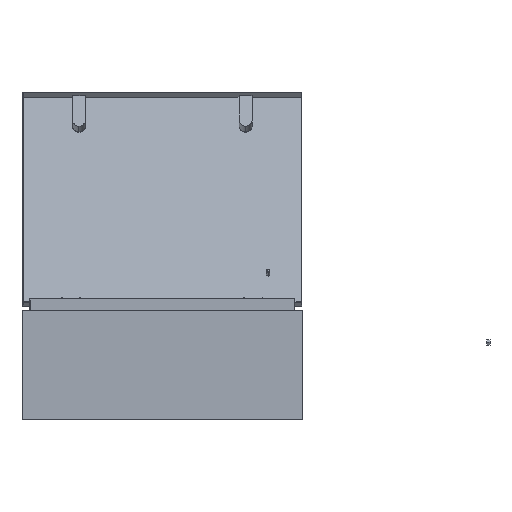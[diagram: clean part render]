
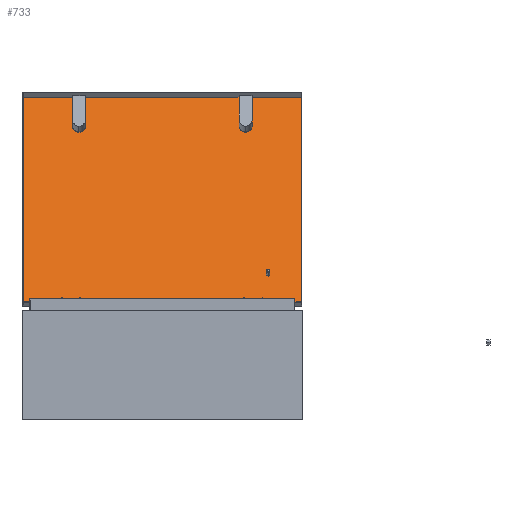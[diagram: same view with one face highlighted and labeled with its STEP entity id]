
A CAD part, left-side view. The second image highlights one B-rep face of the part: STEP entity #733.
In plain terms, the highlighted face is planar.
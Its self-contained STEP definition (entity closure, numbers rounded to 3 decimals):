
#26 = CARTESIAN_POINT ( 'NONE',  ( 135.5, -188.5, -1. ) ) ;
#29 = CIRCLE ( 'NONE', #6959, 11.5 ) ;
#39 = CARTESIAN_POINT ( 'NONE',  ( -143.5, 148.5, -1. ) ) ;
#100 = VECTOR ( 'NONE', #5699, 1000. ) ;
#136 = ORIENTED_EDGE ( 'NONE', *, *, #2380, .F. ) ;
#171 = EDGE_LOOP ( 'NONE', ( #6415, #1305 ) ) ;
#229 = EDGE_CURVE ( 'NONE', #5958, #4847, #29, .T. ) ;
#244 = DIRECTION ( 'NONE',  ( 0., 0., 1. ) ) ;
#324 = VERTEX_POINT ( 'NONE', #3745 ) ;
#340 = VERTEX_POINT ( 'NONE', #2639 ) ;
#359 = CARTESIAN_POINT ( 'NONE',  ( -197.5, -247.5, -1. ) ) ;
#394 = DIRECTION ( 'NONE',  ( 0., 0., 1. ) ) ;
#488 = VERTEX_POINT ( 'NONE', #26 ) ;
#563 = EDGE_LOOP ( 'NONE', ( #5695, #5033, #5925, #136 ) ) ;
#649 = VECTOR ( 'NONE', #2690, 1000. ) ;
#732 = CARTESIAN_POINT ( 'NONE',  ( -143.5, -148.5, -1. ) ) ;
#733 = ADVANCED_FACE ( 'NONE', ( #941, #779, #2939, #5255 ), #6265, .F. ) ;
#779 = FACE_BOUND ( 'NONE', #4500, .T. ) ;
#818 = VERTEX_POINT ( 'NONE', #359 ) ;
#864 = DIRECTION ( 'NONE',  ( 1., 0., 0. ) ) ;
#941 = FACE_BOUND ( 'NONE', #5369, .T. ) ;
#1021 = DIRECTION ( 'NONE',  ( 1., 0., 0. ) ) ;
#1077 = VERTEX_POINT ( 'NONE', #1608 ) ;
#1225 = EDGE_CURVE ( 'NONE', #1077, #340, #1979, .T. ) ;
#1248 = CIRCLE ( 'NONE', #2754, 11.5 ) ;
#1305 = ORIENTED_EDGE ( 'NONE', *, *, #3507, .F. ) ;
#1423 = DIRECTION ( 'NONE',  ( 0., 0., 1. ) ) ;
#1430 = CARTESIAN_POINT ( 'NONE',  ( 0., -247.5, -1. ) ) ;
#1445 = AXIS2_PLACEMENT_3D ( 'NONE', #3065, #5270, #864 ) ;
#1446 = LINE ( 'NONE', #1430, #4731 ) ;
#1459 = EDGE_CURVE ( 'NONE', #6288, #1077, #6608, .T. ) ;
#1598 = CARTESIAN_POINT ( 'NONE',  ( -197.5, 0., -1. ) ) ;
#1608 = CARTESIAN_POINT ( 'NONE',  ( 197.5, 247.5, -1. ) ) ;
#1902 = DIRECTION ( 'NONE',  ( 1., 0., 0. ) ) ;
#1969 = AXIS2_PLACEMENT_3D ( 'NONE', #732, #5173, #1902 ) ;
#1979 = LINE ( 'NONE', #4076, #100 ) ;
#1993 = DIRECTION ( 'NONE',  ( 1., 0., 0. ) ) ;
#2154 = EDGE_CURVE ( 'NONE', #4847, #5958, #6096, .T. ) ;
#2217 = EDGE_CURVE ( 'NONE', #5307, #488, #5159, .T. ) ;
#2327 = ORIENTED_EDGE ( 'NONE', *, *, #3787, .T. ) ;
#2380 = EDGE_CURVE ( 'NONE', #818, #6288, #1446, .T. ) ;
#2421 = CARTESIAN_POINT ( 'NONE',  ( -132., -148.5, -1. ) ) ;
#2439 = DIRECTION ( 'NONE',  ( 0., 0., -1. ) ) ;
#2639 = CARTESIAN_POINT ( 'NONE',  ( -197.5, 247.5, -1. ) ) ;
#2643 = CARTESIAN_POINT ( 'NONE',  ( -132., 148.5, -1. ) ) ;
#2652 = CARTESIAN_POINT ( 'NONE',  ( -155., -148.5, -1. ) ) ;
#2690 = DIRECTION ( 'NONE',  ( 0., -1., 0. ) ) ;
#2752 = DIRECTION ( 'NONE',  ( 0., 1., 0. ) ) ;
#2754 = AXIS2_PLACEMENT_3D ( 'NONE', #39, #6078, #2793 ) ;
#2793 = DIRECTION ( 'NONE',  ( 1., 0., 0. ) ) ;
#2939 = FACE_OUTER_BOUND ( 'NONE', #563, .T. ) ;
#3065 = CARTESIAN_POINT ( 'NONE',  ( 138.5, -188.5, -1. ) ) ;
#3507 = EDGE_CURVE ( 'NONE', #488, #5307, #3929, .T. ) ;
#3551 = DIRECTION ( 'NONE',  ( 1., 0., 0. ) ) ;
#3673 = CARTESIAN_POINT ( 'NONE',  ( -143.5, 148.5, -1. ) ) ;
#3745 = CARTESIAN_POINT ( 'NONE',  ( -155., 148.5, -1. ) ) ;
#3787 = EDGE_CURVE ( 'NONE', #324, #4203, #1248, .T. ) ;
#3922 = CARTESIAN_POINT ( 'NONE',  ( 141.5, -188.5, -1. ) ) ;
#3929 = CIRCLE ( 'NONE', #1445, 3. ) ;
#4076 = CARTESIAN_POINT ( 'NONE',  ( 0., 247.5, -1. ) ) ;
#4080 = AXIS2_PLACEMENT_3D ( 'NONE', #6810, #244, #6236 ) ;
#4163 = ORIENTED_EDGE ( 'NONE', *, *, #2154, .T. ) ;
#4180 = AXIS2_PLACEMENT_3D ( 'NONE', #6779, #2439, #3551 ) ;
#4203 = VERTEX_POINT ( 'NONE', #2643 ) ;
#4256 = DIRECTION ( 'NONE',  ( 1., 0., 0. ) ) ;
#4283 = EDGE_CURVE ( 'NONE', #340, #818, #6919, .T. ) ;
#4436 = AXIS2_PLACEMENT_3D ( 'NONE', #3673, #394, #4256 ) ;
#4500 = EDGE_LOOP ( 'NONE', ( #7109, #2327 ) ) ;
#4731 = VECTOR ( 'NONE', #1021, 1000. ) ;
#4847 = VERTEX_POINT ( 'NONE', #2421 ) ;
#5033 = ORIENTED_EDGE ( 'NONE', *, *, #1225, .F. ) ;
#5159 = CIRCLE ( 'NONE', #4180, 3. ) ;
#5173 = DIRECTION ( 'NONE',  ( 0., 0., 1. ) ) ;
#5255 = FACE_BOUND ( 'NONE', #171, .T. ) ;
#5270 = DIRECTION ( 'NONE',  ( 0., 0., -1. ) ) ;
#5280 = CARTESIAN_POINT ( 'NONE',  ( -143.5, -148.5, -1. ) ) ;
#5307 = VERTEX_POINT ( 'NONE', #3922 ) ;
#5369 = EDGE_LOOP ( 'NONE', ( #4163, #6149 ) ) ;
#5470 = CIRCLE ( 'NONE', #4436, 11.5 ) ;
#5695 = ORIENTED_EDGE ( 'NONE', *, *, #4283, .F. ) ;
#5699 = DIRECTION ( 'NONE',  ( -1., 0., 0. ) ) ;
#5925 = ORIENTED_EDGE ( 'NONE', *, *, #1459, .F. ) ;
#5958 = VERTEX_POINT ( 'NONE', #2652 ) ;
#6078 = DIRECTION ( 'NONE',  ( 0., 0., 1. ) ) ;
#6084 = CARTESIAN_POINT ( 'NONE',  ( 197.5, 0., -1. ) ) ;
#6096 = CIRCLE ( 'NONE', #1969, 11.5 ) ;
#6149 = ORIENTED_EDGE ( 'NONE', *, *, #229, .T. ) ;
#6236 = DIRECTION ( 'NONE',  ( 1., 0., 0. ) ) ;
#6265 = PLANE ( 'NONE',  #4080 ) ;
#6288 = VERTEX_POINT ( 'NONE', #6894 ) ;
#6415 = ORIENTED_EDGE ( 'NONE', *, *, #2217, .F. ) ;
#6608 = LINE ( 'NONE', #6084, #6960 ) ;
#6779 = CARTESIAN_POINT ( 'NONE',  ( 138.5, -188.5, -1. ) ) ;
#6810 = CARTESIAN_POINT ( 'NONE',  ( 0., 0., -1. ) ) ;
#6894 = CARTESIAN_POINT ( 'NONE',  ( 197.5, -247.5, -1. ) ) ;
#6919 = LINE ( 'NONE', #1598, #649 ) ;
#6959 = AXIS2_PLACEMENT_3D ( 'NONE', #5280, #1423, #1993 ) ;
#6960 = VECTOR ( 'NONE', #2752, 1000. ) ;
#6969 = EDGE_CURVE ( 'NONE', #4203, #324, #5470, .T. ) ;
#7109 = ORIENTED_EDGE ( 'NONE', *, *, #6969, .T. ) ;
